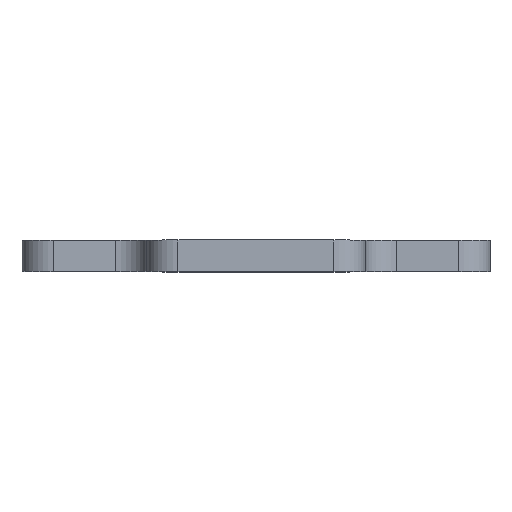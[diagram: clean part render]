
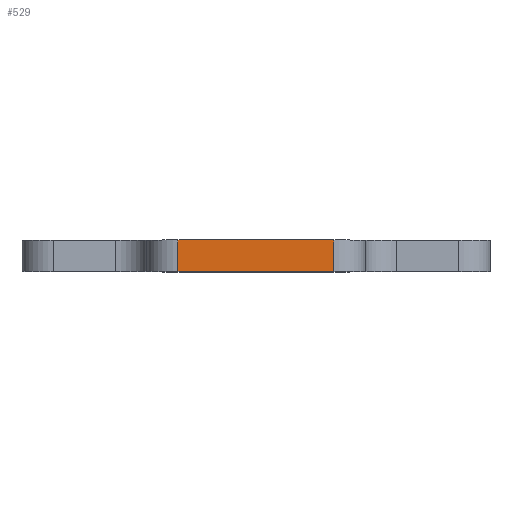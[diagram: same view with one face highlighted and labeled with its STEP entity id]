
A CAD part, top view. The second image highlights one B-rep face of the part: STEP entity #529.
In plain terms, the highlighted planar face has unit normal (0, 0, 1).
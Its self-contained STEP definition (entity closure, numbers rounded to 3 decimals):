
#11 = CARTESIAN_POINT ( 'NONE',  ( -2.5, 1., 7.5 ) ) ;
#15 = LINE ( 'NONE', #11, #327 ) ;
#20 = VERTEX_POINT ( 'NONE', #407 ) ;
#30 = DIRECTION ( 'NONE',  ( 1., 0., 0. ) ) ;
#32 = CARTESIAN_POINT ( 'NONE',  ( 3.5, 1., 7.5 ) ) ;
#45 = LINE ( 'NONE', #703, #507 ) ;
#183 = ORIENTED_EDGE ( 'NONE', *, *, #304, .T. ) ;
#194 = DIRECTION ( 'NONE',  ( 0., 0., -1. ) ) ;
#247 = EDGE_LOOP ( 'NONE', ( #521, #577, #925, #183 ) ) ;
#259 = DIRECTION ( 'NONE',  ( 0., 1., 0. ) ) ;
#264 = AXIS2_PLACEMENT_3D ( 'NONE', #32, #194, #575 ) ;
#289 = DIRECTION ( 'NONE',  ( 1., 0., 0. ) ) ;
#304 = EDGE_CURVE ( 'NONE', #20, #397, #601, .T. ) ;
#327 = VECTOR ( 'NONE', #377, 1000. ) ;
#340 = CARTESIAN_POINT ( 'NONE',  ( -2.5, 1., 7.5 ) ) ;
#377 = DIRECTION ( 'NONE',  ( 0., -1., 0. ) ) ;
#397 = VERTEX_POINT ( 'NONE', #541 ) ;
#407 = CARTESIAN_POINT ( 'NONE',  ( 2.5, 0., 7.5 ) ) ;
#426 = LINE ( 'NONE', #724, #915 ) ;
#494 = PLANE ( 'NONE',  #264 ) ;
#507 = VECTOR ( 'NONE', #30, 1000. ) ;
#521 = ORIENTED_EDGE ( 'NONE', *, *, #696, .F. ) ;
#529 = ADVANCED_FACE ( 'NONE', ( #705 ), #494, .F. ) ;
#538 = VERTEX_POINT ( 'NONE', #340 ) ;
#541 = CARTESIAN_POINT ( 'NONE',  ( 2.5, 1., 7.5 ) ) ;
#575 = DIRECTION ( 'NONE',  ( -1., 0., 0. ) ) ;
#577 = ORIENTED_EDGE ( 'NONE', *, *, #897, .T. ) ;
#596 = CARTESIAN_POINT ( 'NONE',  ( -2.5, 0., 7.5 ) ) ;
#601 = LINE ( 'NONE', #907, #849 ) ;
#696 = EDGE_CURVE ( 'NONE', #538, #397, #45, .T. ) ;
#703 = CARTESIAN_POINT ( 'NONE',  ( 3.5, 1., 7.5 ) ) ;
#705 = FACE_OUTER_BOUND ( 'NONE', #247, .T. ) ;
#724 = CARTESIAN_POINT ( 'NONE',  ( 3.5, 0., 7.5 ) ) ;
#807 = VERTEX_POINT ( 'NONE', #596 ) ;
#849 = VECTOR ( 'NONE', #259, 1000. ) ;
#885 = EDGE_CURVE ( 'NONE', #807, #20, #426, .T. ) ;
#897 = EDGE_CURVE ( 'NONE', #538, #807, #15, .T. ) ;
#907 = CARTESIAN_POINT ( 'NONE',  ( 2.5, 1., 7.5 ) ) ;
#915 = VECTOR ( 'NONE', #289, 1000. ) ;
#925 = ORIENTED_EDGE ( 'NONE', *, *, #885, .T. ) ;
